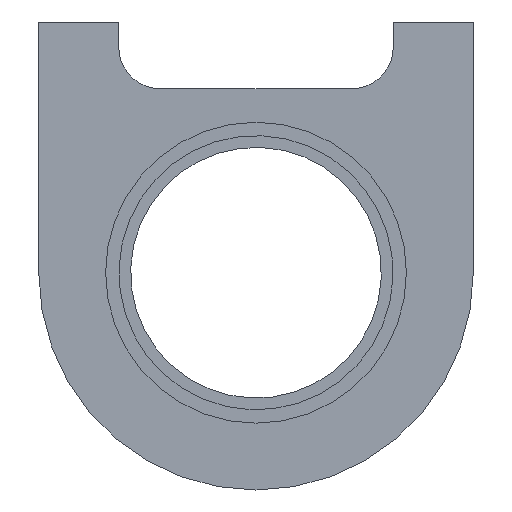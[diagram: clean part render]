
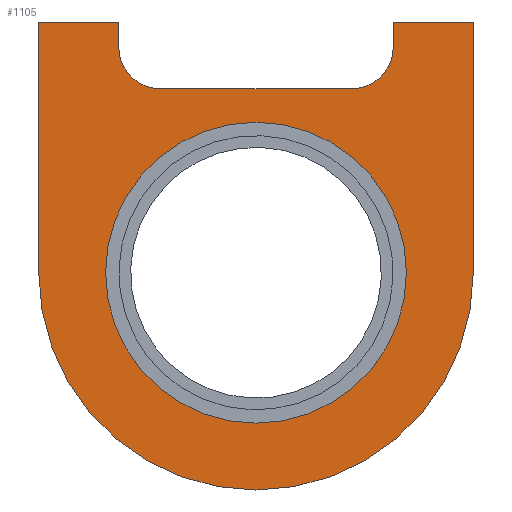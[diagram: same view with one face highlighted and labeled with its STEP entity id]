
A CAD part, front view. The second image highlights one B-rep face of the part: STEP entity #1105.
In plain terms, the highlighted planar face has unit normal (0, -1, 0).
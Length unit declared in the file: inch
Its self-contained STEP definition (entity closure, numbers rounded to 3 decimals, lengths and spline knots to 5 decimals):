
#16 = ORIENTED_EDGE ( 'NONE', *, *, #927, .F. ) ;
#35 = DIRECTION ( 'NONE',  ( 1., 0., 0. ) ) ;
#37 = LINE ( 'NONE', #269, #283 ) ;
#52 = CARTESIAN_POINT ( 'NONE',  ( -0.65, 0., 0.75 ) ) ;
#91 = VECTOR ( 'NONE', #1400, 39.37008 ) ;
#108 = CARTESIAN_POINT ( 'NONE',  ( 0.4106, 0., 0.75 ) ) ;
#123 = EDGE_LOOP ( 'NONE', ( #650, #1476 ) ) ;
#128 = VERTEX_POINT ( 'NONE', #1085 ) ;
#161 = EDGE_CURVE ( 'NONE', #1460, #596, #1230, .T. ) ;
#180 = FACE_BOUND ( 'NONE', #123, .T. ) ;
#203 = CARTESIAN_POINT ( 'NONE',  ( 0., 0., -0.45 ) ) ;
#204 = CARTESIAN_POINT ( 'NONE',  ( 0.2856, 0., 0.55 ) ) ;
#219 = ORIENTED_EDGE ( 'NONE', *, *, #161, .F. ) ;
#244 = DIRECTION ( 'NONE',  ( 0., 1., 0. ) ) ;
#246 = EDGE_CURVE ( 'NONE', #866, #962, #854, .T. ) ;
#252 = DIRECTION ( 'NONE',  ( 0., 0., -1. ) ) ;
#262 = VECTOR ( 'NONE', #1501, 39.37008 ) ;
#269 = CARTESIAN_POINT ( 'NONE',  ( 0.65, 0., 0. ) ) ;
#283 = VECTOR ( 'NONE', #252, 39.37008 ) ;
#285 = DIRECTION ( 'NONE',  ( 0., 0., 1. ) ) ;
#322 = EDGE_CURVE ( 'NONE', #947, #1552, #479, .T. ) ;
#323 = LINE ( 'NONE', #1471, #91 ) ;
#325 = CARTESIAN_POINT ( 'NONE',  ( 0.2856, 0., 0.675 ) ) ;
#326 = CIRCLE ( 'NONE', #670, 0.125 ) ;
#330 = DIRECTION ( 'NONE',  ( 0., 1., 0. ) ) ;
#339 = VERTEX_POINT ( 'NONE', #1548 ) ;
#352 = CARTESIAN_POINT ( 'NONE',  ( 0., 0., 0.45 ) ) ;
#369 = EDGE_CURVE ( 'NONE', #128, #1204, #323, .T. ) ;
#387 = ORIENTED_EDGE ( 'NONE', *, *, #419, .F. ) ;
#403 = CIRCLE ( 'NONE', #678, 0.125 ) ;
#409 = CARTESIAN_POINT ( 'NONE',  ( 0., 0., 0. ) ) ;
#419 = EDGE_CURVE ( 'NONE', #1552, #339, #1357, .T. ) ;
#431 = ORIENTED_EDGE ( 'NONE', *, *, #1553, .F. ) ;
#441 = CIRCLE ( 'NONE', #690, 0.45 ) ;
#458 = DIRECTION ( 'NONE',  ( 0., 0., 1. ) ) ;
#479 = LINE ( 'NONE', #108, #262 ) ;
#508 = CARTESIAN_POINT ( 'NONE',  ( -0.65, 0., 0.75 ) ) ;
#509 = CARTESIAN_POINT ( 'NONE',  ( 0., 0., 0. ) ) ;
#527 = ORIENTED_EDGE ( 'NONE', *, *, #1416, .T. ) ;
#533 = AXIS2_PLACEMENT_3D ( 'NONE', #409, #330, #285 ) ;
#576 = CARTESIAN_POINT ( 'NONE',  ( 0.4106, 0., 0.75 ) ) ;
#590 = DIRECTION ( 'NONE',  ( 0., 0., -1. ) ) ;
#596 = VERTEX_POINT ( 'NONE', #204 ) ;
#609 = EDGE_LOOP ( 'NONE', ( #431, #1461, #387, #676, #1282, #219, #527, #1201, #1077, #944, #16 ) ) ;
#625 = CARTESIAN_POINT ( 'NONE',  ( -0.4106, 0., 0.75 ) ) ;
#650 = ORIENTED_EDGE ( 'NONE', *, *, #1402, .T. ) ;
#670 = AXIS2_PLACEMENT_3D ( 'NONE', #1538, #1531, #1527 ) ;
#676 = ORIENTED_EDGE ( 'NONE', *, *, #322, .F. ) ;
#678 = AXIS2_PLACEMENT_3D ( 'NONE', #325, #244, #1561 ) ;
#687 = DIRECTION ( 'NONE',  ( 0., 0., 1. ) ) ;
#690 = AXIS2_PLACEMENT_3D ( 'NONE', #509, #705, #458 ) ;
#695 = DIRECTION ( 'NONE',  ( 0., 1., 0. ) ) ;
#705 = DIRECTION ( 'NONE',  ( 0., 1., 0. ) ) ;
#736 = CARTESIAN_POINT ( 'NONE',  ( 0., 0., 0. ) ) ;
#744 = PLANE ( 'NONE',  #829 ) ;
#823 = DIRECTION ( 'NONE',  ( 1., 0., 0. ) ) ;
#829 = AXIS2_PLACEMENT_3D ( 'NONE', #736, #695, #687 ) ;
#838 = VECTOR ( 'NONE', #590, 39.37008 ) ;
#854 = LINE ( 'NONE', #625, #838 ) ;
#863 = CIRCLE ( 'NONE', #533, 0.65 ) ;
#866 = VERTEX_POINT ( 'NONE', #1280 ) ;
#888 = VERTEX_POINT ( 'NONE', #203 ) ;
#910 = AXIS2_PLACEMENT_3D ( 'NONE', #1054, #1050, #1041 ) ;
#927 = EDGE_CURVE ( 'NONE', #964, #128, #1291, .T. ) ;
#935 = CARTESIAN_POINT ( 'NONE',  ( 0.65, 0., 0.75 ) ) ;
#938 = AXIS2_PLACEMENT_3D ( 'NONE', #968, #965, #957 ) ;
#944 = ORIENTED_EDGE ( 'NONE', *, *, #369, .F. ) ;
#947 = VERTEX_POINT ( 'NONE', #1081 ) ;
#956 = CARTESIAN_POINT ( 'NONE',  ( -0.4106, 0., 0.55 ) ) ;
#957 = DIRECTION ( 'NONE',  ( 0., 0., 1. ) ) ;
#962 = VERTEX_POINT ( 'NONE', #1033 ) ;
#964 = VERTEX_POINT ( 'NONE', #1068 ) ;
#965 = DIRECTION ( 'NONE',  ( 0., 1., 0. ) ) ;
#968 = CARTESIAN_POINT ( 'NONE',  ( 0., 0., 0. ) ) ;
#974 = EDGE_CURVE ( 'NONE', #888, #1281, #1465, .T. ) ;
#983 = VERTEX_POINT ( 'NONE', #1022 ) ;
#1011 = FACE_OUTER_BOUND ( 'NONE', #609, .T. ) ;
#1022 = CARTESIAN_POINT ( 'NONE',  ( 0.65, 0., 0. ) ) ;
#1033 = CARTESIAN_POINT ( 'NONE',  ( -0.4106, 0., 0.675 ) ) ;
#1035 = CARTESIAN_POINT ( 'NONE',  ( -0.2856, 0., 0.55 ) ) ;
#1041 = DIRECTION ( 'NONE',  ( 0., 0., 1. ) ) ;
#1046 = DIRECTION ( 'NONE',  ( 1., 0., 0. ) ) ;
#1050 = DIRECTION ( 'NONE',  ( 0., 1., 0. ) ) ;
#1054 = CARTESIAN_POINT ( 'NONE',  ( 0., 0., 0. ) ) ;
#1068 = CARTESIAN_POINT ( 'NONE',  ( 0., 0., -0.65 ) ) ;
#1077 = ORIENTED_EDGE ( 'NONE', *, *, #1352, .F. ) ;
#1081 = CARTESIAN_POINT ( 'NONE',  ( 0.4106, 0., 0.675 ) ) ;
#1085 = CARTESIAN_POINT ( 'NONE',  ( -0.65, 0., 0. ) ) ;
#1105 = ADVANCED_FACE ( 'NONE', ( #180, #1011 ), #744, .F. ) ;
#1194 = VECTOR ( 'NONE', #823, 39.37008 ) ;
#1201 = ORIENTED_EDGE ( 'NONE', *, *, #246, .F. ) ;
#1204 = VERTEX_POINT ( 'NONE', #508 ) ;
#1230 = LINE ( 'NONE', #956, #1194 ) ;
#1273 = VECTOR ( 'NONE', #1046, 39.37008 ) ;
#1280 = CARTESIAN_POINT ( 'NONE',  ( -0.4106, 0., 0.75 ) ) ;
#1281 = VERTEX_POINT ( 'NONE', #352 ) ;
#1282 = ORIENTED_EDGE ( 'NONE', *, *, #1414, .T. ) ;
#1291 = CIRCLE ( 'NONE', #910, 0.65 ) ;
#1340 = EDGE_CURVE ( 'NONE', #339, #983, #37, .T. ) ;
#1352 = EDGE_CURVE ( 'NONE', #1204, #866, #1564, .T. ) ;
#1357 = LINE ( 'NONE', #935, #1273 ) ;
#1395 = VECTOR ( 'NONE', #35, 39.37008 ) ;
#1400 = DIRECTION ( 'NONE',  ( 0., 0., 1. ) ) ;
#1402 = EDGE_CURVE ( 'NONE', #1281, #888, #441, .T. ) ;
#1414 = EDGE_CURVE ( 'NONE', #947, #596, #403, .T. ) ;
#1416 = EDGE_CURVE ( 'NONE', #1460, #962, #326, .T. ) ;
#1460 = VERTEX_POINT ( 'NONE', #1035 ) ;
#1461 = ORIENTED_EDGE ( 'NONE', *, *, #1340, .F. ) ;
#1465 = CIRCLE ( 'NONE', #938, 0.45 ) ;
#1471 = CARTESIAN_POINT ( 'NONE',  ( -0.65, 0., 0.75 ) ) ;
#1476 = ORIENTED_EDGE ( 'NONE', *, *, #974, .T. ) ;
#1501 = DIRECTION ( 'NONE',  ( 0., 0., 1. ) ) ;
#1527 = DIRECTION ( 'NONE',  ( 0., 0., 1. ) ) ;
#1531 = DIRECTION ( 'NONE',  ( 0., 1., 0. ) ) ;
#1538 = CARTESIAN_POINT ( 'NONE',  ( -0.2856, 0., 0.675 ) ) ;
#1548 = CARTESIAN_POINT ( 'NONE',  ( 0.65, 0., 0.75 ) ) ;
#1552 = VERTEX_POINT ( 'NONE', #576 ) ;
#1553 = EDGE_CURVE ( 'NONE', #983, #964, #863, .T. ) ;
#1561 = DIRECTION ( 'NONE',  ( 0., 0., 1. ) ) ;
#1564 = LINE ( 'NONE', #52, #1395 ) ;
